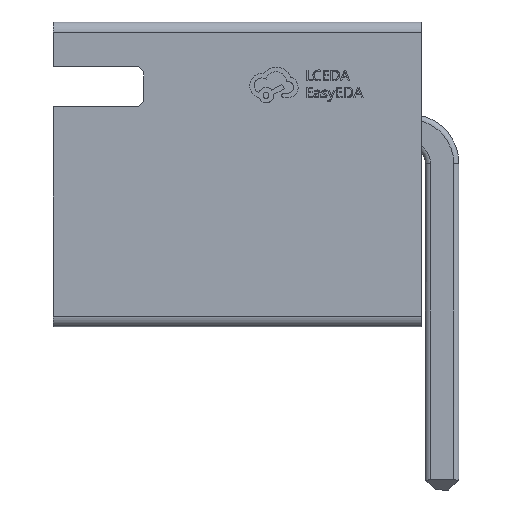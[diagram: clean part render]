
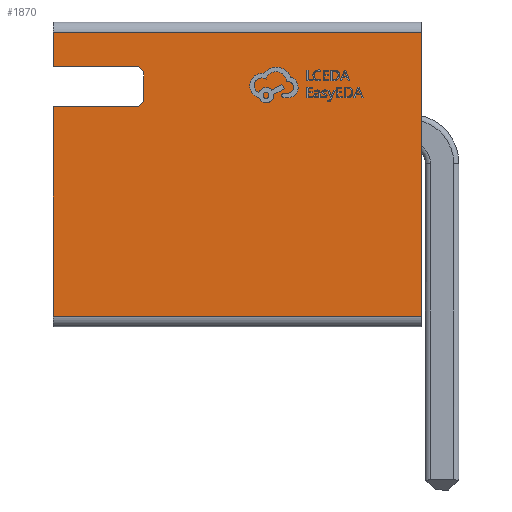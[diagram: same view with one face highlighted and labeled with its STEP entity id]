
A CAD part, left-side view. The second image highlights one B-rep face of the part: STEP entity #1870.
In plain terms, the highlighted planar face has unit normal (-1, 0, 0).
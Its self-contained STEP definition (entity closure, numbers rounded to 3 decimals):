
#168 = LINE ( 'NONE', #13936, #8059 ) ;
#204 = CARTESIAN_POINT ( 'NONE',  ( -5., 0.4, 5.6 ) ) ;
#419 = EDGE_CURVE ( 'NONE', #21405, #18569, #8712, .T. ) ;
#491 = CARTESIAN_POINT ( 'NONE',  ( -5., 5.676, 4.19 ) ) ;
#757 = LINE ( 'NONE', #7534, #11511 ) ;
#821 = EDGE_CURVE ( 'NONE', #21405, #10452, #7299, .T. ) ;
#1131 = AXIS2_PLACEMENT_3D ( 'NONE', #15054, #17185, #8652 ) ;
#1245 = ORIENTED_EDGE ( 'NONE', *, *, #8014, .F. ) ;
#1563 = EDGE_CURVE ( 'NONE', #16462, #7346, #14090, .T. ) ;
#1673 = VECTOR ( 'NONE', #8758, 1000. ) ;
#1870 = ADVANCED_FACE ( 'NONE', ( #10919 ), #18438, .F. ) ;
#2310 = LINE ( 'NONE', #11134, #18478 ) ;
#3023 = LINE ( 'NONE', #16560, #12539 ) ;
#3767 = DIRECTION ( 'NONE',  ( 0., -1., 0. ) ) ;
#4385 = DIRECTION ( 'NONE',  ( 0., 0., -1. ) ) ;
#4607 = CARTESIAN_POINT ( 'NONE',  ( -5., 7.4, 5.8 ) ) ;
#4755 = EDGE_CURVE ( 'NONE', #18394, #21629, #10572, .T. ) ;
#5300 = EDGE_LOOP ( 'NONE', ( #21249, #15009, #20101, #19354, #15339, #16818, #8600, #9952, #18815, #1245 ) ) ;
#5874 = CARTESIAN_POINT ( 'NONE',  ( -5., 7.4, 4.19 ) ) ;
#6865 = CARTESIAN_POINT ( 'NONE',  ( -5., 5.776, 4.19 ) ) ;
#7299 = LINE ( 'NONE', #12506, #19430 ) ;
#7346 = VERTEX_POINT ( 'NONE', #20704 ) ;
#7534 = CARTESIAN_POINT ( 'NONE',  ( -5., 7.4, 5.8 ) ) ;
#7639 = DIRECTION ( 'NONE',  ( 0., -1., 0. ) ) ;
#8001 = DIRECTION ( 'NONE',  ( 0., 0., -1. ) ) ;
#8014 = EDGE_CURVE ( 'NONE', #12611, #21629, #168, .T. ) ;
#8059 = VECTOR ( 'NONE', #3767, 1000. ) ;
#8146 = EDGE_CURVE ( 'NONE', #17245, #17944, #2310, .T. ) ;
#8600 = ORIENTED_EDGE ( 'NONE', *, *, #419, .T. ) ;
#8652 = DIRECTION ( 'NONE',  ( 0., 1., 0. ) ) ;
#8712 = LINE ( 'NONE', #13880, #11615 ) ;
#8758 = DIRECTION ( 'NONE',  ( 0., 0.707, -0.707 ) ) ;
#9952 = ORIENTED_EDGE ( 'NONE', *, *, #13332, .F. ) ;
#10452 = VERTEX_POINT ( 'NONE', #16897 ) ;
#10572 = LINE ( 'NONE', #17425, #1673 ) ;
#10706 = CARTESIAN_POINT ( 'NONE',  ( -5., 5.676, 4.85 ) ) ;
#10919 = FACE_OUTER_BOUND ( 'NONE', #5300, .T. ) ;
#11134 = CARTESIAN_POINT ( 'NONE',  ( -5., 7.4, 5.6 ) ) ;
#11511 = VECTOR ( 'NONE', #12641, 1000. ) ;
#11615 = VECTOR ( 'NONE', #20764, 1000. ) ;
#11894 = CARTESIAN_POINT ( 'NONE',  ( -5., 7.4, 5.6 ) ) ;
#12506 = CARTESIAN_POINT ( 'NONE',  ( -5., 7.4, 4.95 ) ) ;
#12539 = VECTOR ( 'NONE', #8001, 1000. ) ;
#12611 = VERTEX_POINT ( 'NONE', #5874 ) ;
#12641 = DIRECTION ( 'NONE',  ( 0., 0., -1. ) ) ;
#13332 = EDGE_CURVE ( 'NONE', #18394, #18569, #15950, .T. ) ;
#13597 = EDGE_CURVE ( 'NONE', #17245, #7346, #3023, .T. ) ;
#13864 = CARTESIAN_POINT ( 'NONE',  ( -5., 5.676, 4.29 ) ) ;
#13880 = CARTESIAN_POINT ( 'NONE',  ( -5., 7.013, 6.187 ) ) ;
#13936 = CARTESIAN_POINT ( 'NONE',  ( -5., 7.4, 4.19 ) ) ;
#14090 = LINE ( 'NONE', #17909, #19018 ) ;
#14395 = DIRECTION ( 'NONE',  ( 0., 1., 0. ) ) ;
#15009 = ORIENTED_EDGE ( 'NONE', *, *, #1563, .T. ) ;
#15054 = CARTESIAN_POINT ( 'NONE',  ( -5., 7.4, 5.8 ) ) ;
#15102 = EDGE_CURVE ( 'NONE', #17944, #10452, #16789, .T. ) ;
#15339 = ORIENTED_EDGE ( 'NONE', *, *, #15102, .T. ) ;
#15950 = LINE ( 'NONE', #491, #19356 ) ;
#16213 = DIRECTION ( 'NONE',  ( 0., 1., 0. ) ) ;
#16462 = VERTEX_POINT ( 'NONE', #19252 ) ;
#16560 = CARTESIAN_POINT ( 'NONE',  ( -5., 0.4, 5.8 ) ) ;
#16789 = LINE ( 'NONE', #4607, #17876 ) ;
#16818 = ORIENTED_EDGE ( 'NONE', *, *, #821, .F. ) ;
#16897 = CARTESIAN_POINT ( 'NONE',  ( -5., 7.4, 4.95 ) ) ;
#17185 = DIRECTION ( 'NONE',  ( 1., 0., 0. ) ) ;
#17245 = VERTEX_POINT ( 'NONE', #204 ) ;
#17425 = CARTESIAN_POINT ( 'NONE',  ( -5., 5.783, 4.183 ) ) ;
#17876 = VECTOR ( 'NONE', #4385, 1000. ) ;
#17909 = CARTESIAN_POINT ( 'NONE',  ( -5., 7.4, 0.2 ) ) ;
#17944 = VERTEX_POINT ( 'NONE', #11894 ) ;
#17981 = CARTESIAN_POINT ( 'NONE',  ( -5., 5.776, 4.95 ) ) ;
#18394 = VERTEX_POINT ( 'NONE', #13864 ) ;
#18438 = PLANE ( 'NONE',  #1131 ) ;
#18440 = EDGE_CURVE ( 'NONE', #12611, #16462, #757, .T. ) ;
#18478 = VECTOR ( 'NONE', #14395, 1000. ) ;
#18569 = VERTEX_POINT ( 'NONE', #10706 ) ;
#18815 = ORIENTED_EDGE ( 'NONE', *, *, #4755, .T. ) ;
#19018 = VECTOR ( 'NONE', #7639, 1000. ) ;
#19252 = CARTESIAN_POINT ( 'NONE',  ( -5., 7.4, 0.2 ) ) ;
#19354 = ORIENTED_EDGE ( 'NONE', *, *, #8146, .T. ) ;
#19356 = VECTOR ( 'NONE', #21128, 1000. ) ;
#19430 = VECTOR ( 'NONE', #16213, 1000. ) ;
#20101 = ORIENTED_EDGE ( 'NONE', *, *, #13597, .F. ) ;
#20704 = CARTESIAN_POINT ( 'NONE',  ( -5., 0.4, 0.2 ) ) ;
#20764 = DIRECTION ( 'NONE',  ( 0., -0.707, -0.707 ) ) ;
#21128 = DIRECTION ( 'NONE',  ( 0., 0., 1. ) ) ;
#21249 = ORIENTED_EDGE ( 'NONE', *, *, #18440, .T. ) ;
#21405 = VERTEX_POINT ( 'NONE', #17981 ) ;
#21629 = VERTEX_POINT ( 'NONE', #6865 ) ;
